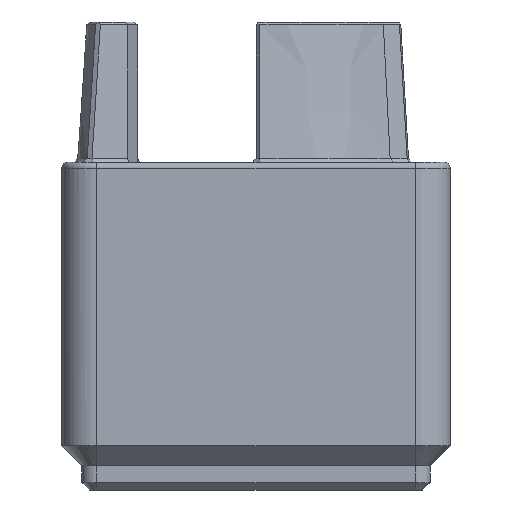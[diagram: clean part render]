
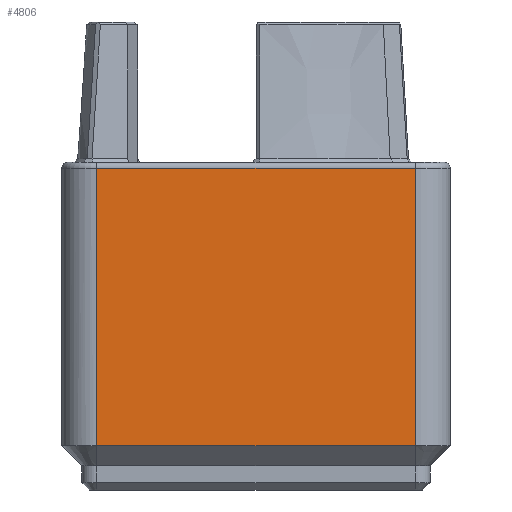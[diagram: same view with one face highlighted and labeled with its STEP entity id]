
A CAD part, front view. The second image highlights one B-rep face of the part: STEP entity #4806.
In plain terms, the highlighted planar face has unit normal (0, -1, 0).
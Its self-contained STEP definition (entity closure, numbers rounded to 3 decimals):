
#771 = CYLINDRICAL_SURFACE('',#772,0.6);
#772 = AXIS2_PLACEMENT_3D('',#773,#774,#775);
#773 = CARTESIAN_POINT('',(38.,0.85,34.4));
#774 = DIRECTION('',(1.,0.,0.));
#775 = DIRECTION('',(0.,1.,0.));
#2653 = VERTEX_POINT('',#2654);
#2654 = CARTESIAN_POINT('',(4.,0.25,34.4));
#2669 = CYLINDRICAL_SURFACE('',#2670,3.75);
#2670 = AXIS2_PLACEMENT_3D('',#2671,#2672,#2673);
#2671 = CARTESIAN_POINT('',(4.,4.,0.));
#2672 = DIRECTION('',(0.,0.,1.));
#2673 = DIRECTION('',(1.,0.,0.));
#2729 = EDGE_CURVE('',#2653,#2730,#2732,.T.);
#2730 = VERTEX_POINT('',#2731);
#2731 = CARTESIAN_POINT('',(38.,0.25,34.4));
#2732 = SURFACE_CURVE('',#2733,(#2737,#2744),.PCURVE_S1.);
#2733 = LINE('',#2734,#2735);
#2734 = CARTESIAN_POINT('',(38.,0.25,34.4));
#2735 = VECTOR('',#2736,1.);
#2736 = DIRECTION('',(1.,0.,0.));
#2737 = PCURVE('',#771,#2738);
#2738 = DEFINITIONAL_REPRESENTATION('',(#2739),#2743);
#2739 = LINE('',#2740,#2741);
#2740 = CARTESIAN_POINT('',(3.142,0.));
#2741 = VECTOR('',#2742,1.);
#2742 = DIRECTION('',(0.,1.));
#2743 = ( GEOMETRIC_REPRESENTATION_CONTEXT(2) 
PARAMETRIC_REPRESENTATION_CONTEXT() REPRESENTATION_CONTEXT('2D SPACE',''
  ) );
#2744 = PCURVE('',#2745,#2750);
#2745 = PLANE('',#2746);
#2746 = AXIS2_PLACEMENT_3D('',#2747,#2748,#2749);
#2747 = CARTESIAN_POINT('',(21.,0.25,17.2));
#2748 = DIRECTION('',(0.,-1.,0.));
#2749 = DIRECTION('',(0.,0.,-1.));
#2750 = DEFINITIONAL_REPRESENTATION('',(#2751),#2755);
#2751 = LINE('',#2752,#2753);
#2752 = CARTESIAN_POINT('',(-17.2,17.));
#2753 = VECTOR('',#2754,1.);
#2754 = DIRECTION('',(0.,1.));
#2755 = ( GEOMETRIC_REPRESENTATION_CONTEXT(2) 
PARAMETRIC_REPRESENTATION_CONTEXT() REPRESENTATION_CONTEXT('2D SPACE',''
  ) );
#2801 = CYLINDRICAL_SURFACE('',#2802,3.75);
#2802 = AXIS2_PLACEMENT_3D('',#2803,#2804,#2805);
#2803 = CARTESIAN_POINT('',(38.,4.,0.));
#2804 = DIRECTION('',(0.,0.,1.));
#2805 = DIRECTION('',(1.,0.,0.));
#4701 = VERTEX_POINT('',#4702);
#4702 = CARTESIAN_POINT('',(4.,0.25,4.75));
#4785 = EDGE_CURVE('',#4701,#2653,#4786,.T.);
#4786 = SURFACE_CURVE('',#4787,(#4791,#4798),.PCURVE_S1.);
#4787 = LINE('',#4788,#4789);
#4788 = CARTESIAN_POINT('',(4.,0.25,0.));
#4789 = VECTOR('',#4790,1.);
#4790 = DIRECTION('',(0.,0.,1.));
#4791 = PCURVE('',#2669,#4792);
#4792 = DEFINITIONAL_REPRESENTATION('',(#4793),#4797);
#4793 = LINE('',#4794,#4795);
#4794 = CARTESIAN_POINT('',(4.712,0.));
#4795 = VECTOR('',#4796,1.);
#4796 = DIRECTION('',(0.,1.));
#4797 = ( GEOMETRIC_REPRESENTATION_CONTEXT(2) 
PARAMETRIC_REPRESENTATION_CONTEXT() REPRESENTATION_CONTEXT('2D SPACE',''
  ) );
#4798 = PCURVE('',#2745,#4799);
#4799 = DEFINITIONAL_REPRESENTATION('',(#4800),#4804);
#4800 = LINE('',#4801,#4802);
#4801 = CARTESIAN_POINT('',(17.2,-17.));
#4802 = VECTOR('',#4803,1.);
#4803 = DIRECTION('',(-1.,0.));
#4804 = ( GEOMETRIC_REPRESENTATION_CONTEXT(2) 
PARAMETRIC_REPRESENTATION_CONTEXT() REPRESENTATION_CONTEXT('2D SPACE',''
  ) );
#4806 = ADVANCED_FACE('',(#4807),#2745,.T.);
#4807 = FACE_BOUND('',#4808,.T.);
#4808 = EDGE_LOOP('',(#4809,#4810,#4811,#4839));
#4809 = ORIENTED_EDGE('',*,*,#2729,.F.);
#4810 = ORIENTED_EDGE('',*,*,#4785,.F.);
#4811 = ORIENTED_EDGE('',*,*,#4812,.F.);
#4812 = EDGE_CURVE('',#4813,#4701,#4815,.T.);
#4813 = VERTEX_POINT('',#4814);
#4814 = CARTESIAN_POINT('',(38.,0.25,4.75));
#4815 = SURFACE_CURVE('',#4816,(#4820,#4827),.PCURVE_S1.);
#4816 = LINE('',#4817,#4818);
#4817 = CARTESIAN_POINT('',(29.5,0.25,4.75));
#4818 = VECTOR('',#4819,1.);
#4819 = DIRECTION('',(-1.,0.,0.));
#4820 = PCURVE('',#2745,#4821);
#4821 = DEFINITIONAL_REPRESENTATION('',(#4822),#4826);
#4822 = LINE('',#4823,#4824);
#4823 = CARTESIAN_POINT('',(12.45,8.5));
#4824 = VECTOR('',#4825,1.);
#4825 = DIRECTION('',(0.,-1.));
#4826 = ( GEOMETRIC_REPRESENTATION_CONTEXT(2) 
PARAMETRIC_REPRESENTATION_CONTEXT() REPRESENTATION_CONTEXT('2D SPACE',''
  ) );
#4827 = PCURVE('',#4828,#4833);
#4828 = PLANE('',#4829);
#4829 = AXIS2_PLACEMENT_3D('',#4830,#4831,#4832);
#4830 = CARTESIAN_POINT('',(21.,1.325,3.675));
#4831 = DIRECTION('',(0.,-0.707,
    -0.707));
#4832 = DIRECTION('',(0.,-0.707,0.707));
#4833 = DEFINITIONAL_REPRESENTATION('',(#4834),#4838);
#4834 = LINE('',#4835,#4836);
#4835 = CARTESIAN_POINT('',(1.52,-8.5));
#4836 = VECTOR('',#4837,1.);
#4837 = DIRECTION('',(0.,1.));
#4838 = ( GEOMETRIC_REPRESENTATION_CONTEXT(2) 
PARAMETRIC_REPRESENTATION_CONTEXT() REPRESENTATION_CONTEXT('2D SPACE',''
  ) );
#4839 = ORIENTED_EDGE('',*,*,#4840,.T.);
#4840 = EDGE_CURVE('',#4813,#2730,#4841,.T.);
#4841 = SURFACE_CURVE('',#4842,(#4846,#4853),.PCURVE_S1.);
#4842 = LINE('',#4843,#4844);
#4843 = CARTESIAN_POINT('',(38.,0.25,0.));
#4844 = VECTOR('',#4845,1.);
#4845 = DIRECTION('',(0.,0.,1.));
#4846 = PCURVE('',#2745,#4847);
#4847 = DEFINITIONAL_REPRESENTATION('',(#4848),#4852);
#4848 = LINE('',#4849,#4850);
#4849 = CARTESIAN_POINT('',(17.2,17.));
#4850 = VECTOR('',#4851,1.);
#4851 = DIRECTION('',(-1.,0.));
#4852 = ( GEOMETRIC_REPRESENTATION_CONTEXT(2) 
PARAMETRIC_REPRESENTATION_CONTEXT() REPRESENTATION_CONTEXT('2D SPACE',''
  ) );
#4853 = PCURVE('',#2801,#4854);
#4854 = DEFINITIONAL_REPRESENTATION('',(#4855),#4859);
#4855 = LINE('',#4856,#4857);
#4856 = CARTESIAN_POINT('',(4.712,0.));
#4857 = VECTOR('',#4858,1.);
#4858 = DIRECTION('',(0.,1.));
#4859 = ( GEOMETRIC_REPRESENTATION_CONTEXT(2) 
PARAMETRIC_REPRESENTATION_CONTEXT() REPRESENTATION_CONTEXT('2D SPACE',''
  ) );
